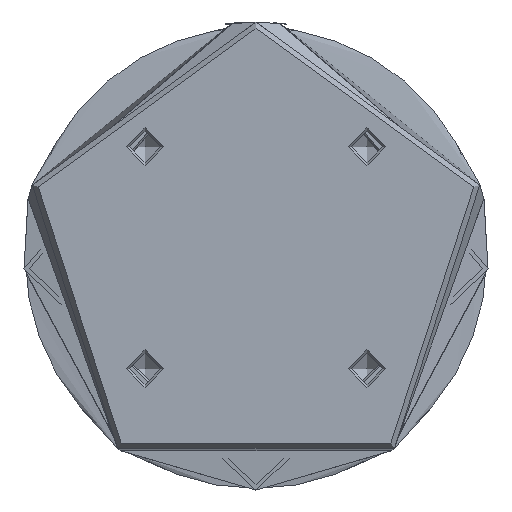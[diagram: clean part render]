
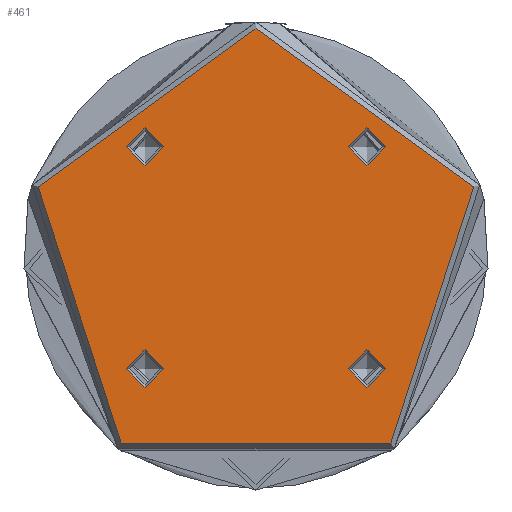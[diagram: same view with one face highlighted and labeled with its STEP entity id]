
A CAD part, front view. The second image highlights one B-rep face of the part: STEP entity #461.
In plain terms, the highlighted face is planar.
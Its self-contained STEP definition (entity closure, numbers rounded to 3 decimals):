
#60 = CIRCLE ( 'NONE', #2688, 6. ) ;
#96 = DIRECTION ( 'NONE',  ( -1., 0., 0. ) ) ;
#160 = CARTESIAN_POINT ( 'NONE',  ( -41.355, 35.355, 0. ) ) ;
#284 = CIRCLE ( 'NONE', #1845, 6. ) ;
#336 = EDGE_CURVE ( 'NONE', #4890, #4890, #60, .T. ) ;
#338 = ORIENTED_EDGE ( 'NONE', *, *, #336, .T. ) ;
#355 = ORIENTED_EDGE ( 'NONE', *, *, #5272, .F. ) ;
#461 = ADVANCED_FACE ( 'NONE', ( #3769, #6568, #2517, #2344, #960 ), #700, .F. ) ;
#700 = PLANE ( 'NONE',  #5184 ) ;
#731 = CARTESIAN_POINT ( 'NONE',  ( 41.355, 35.355, 0. ) ) ;
#960 = FACE_OUTER_BOUND ( 'NONE', #2461, .T. ) ;
#1078 = CIRCLE ( 'NONE', #4280, 6. ) ;
#1204 = CARTESIAN_POINT ( 'NONE',  ( -35.355, 35.355, 0. ) ) ;
#1227 = DIRECTION ( 'NONE',  ( 0., 0., -1. ) ) ;
#1238 = CARTESIAN_POINT ( 'NONE',  ( 73., 0., 0. ) ) ;
#1253 = VERTEX_POINT ( 'NONE', #731 ) ;
#1595 = ORIENTED_EDGE ( 'NONE', *, *, #3749, .T. ) ;
#1621 = DIRECTION ( 'NONE',  ( 0., 0., -1. ) ) ;
#1733 = DIRECTION ( 'NONE',  ( -1., 0., 0. ) ) ;
#1845 = AXIS2_PLACEMENT_3D ( 'NONE', #6410, #3250, #96 ) ;
#1874 = CARTESIAN_POINT ( 'NONE',  ( 0., 0., 0. ) ) ;
#2156 = CIRCLE ( 'NONE', #3010, 73. ) ;
#2302 = CARTESIAN_POINT ( 'NONE',  ( -41.355, -35.355, 0. ) ) ;
#2344 = FACE_BOUND ( 'NONE', #5577, .T. ) ;
#2396 = DIRECTION ( 'NONE',  ( 1., 0., 0. ) ) ;
#2461 = EDGE_LOOP ( 'NONE', ( #5706 ) ) ;
#2517 = FACE_BOUND ( 'NONE', #4497, .T. ) ;
#2688 = AXIS2_PLACEMENT_3D ( 'NONE', #1204, #4893, #1733 ) ;
#2760 = CARTESIAN_POINT ( 'NONE',  ( 35.355, 35.355, 0. ) ) ;
#2962 = VERTEX_POINT ( 'NONE', #1238 ) ;
#2974 = EDGE_CURVE ( 'NONE', #2962, #2962, #2156, .T. ) ;
#3010 = AXIS2_PLACEMENT_3D ( 'NONE', #1874, #5581, #2396 ) ;
#3093 = CIRCLE ( 'NONE', #4987, 6. ) ;
#3250 = DIRECTION ( 'NONE',  ( 0., 0., 1. ) ) ;
#3292 = DIRECTION ( 'NONE',  ( 1., 0., 0. ) ) ;
#3749 = EDGE_CURVE ( 'NONE', #5621, #5621, #1078, .T. ) ;
#3769 = FACE_BOUND ( 'NONE', #5124, .T. ) ;
#3899 = ORIENTED_EDGE ( 'NONE', *, *, #5644, .F. ) ;
#3955 = EDGE_LOOP ( 'NONE', ( #338 ) ) ;
#4280 = AXIS2_PLACEMENT_3D ( 'NONE', #4792, #1621, #5340 ) ;
#4497 = EDGE_LOOP ( 'NONE', ( #1595 ) ) ;
#4792 = CARTESIAN_POINT ( 'NONE',  ( 35.355, -35.355, 0. ) ) ;
#4890 = VERTEX_POINT ( 'NONE', #160 ) ;
#4893 = DIRECTION ( 'NONE',  ( 0., 0., -1. ) ) ;
#4912 = DIRECTION ( 'NONE',  ( -1., 0., 0. ) ) ;
#4987 = AXIS2_PLACEMENT_3D ( 'NONE', #2760, #6454, #3292 ) ;
#5124 = EDGE_LOOP ( 'NONE', ( #3899 ) ) ;
#5184 = AXIS2_PLACEMENT_3D ( 'NONE', #6477, #1227, #4912 ) ;
#5272 = EDGE_CURVE ( 'NONE', #1253, #1253, #3093, .T. ) ;
#5340 = DIRECTION ( 'NONE',  ( 1., 0., 0. ) ) ;
#5474 = CARTESIAN_POINT ( 'NONE',  ( 41.355, -35.355, 0. ) ) ;
#5577 = EDGE_LOOP ( 'NONE', ( #355 ) ) ;
#5581 = DIRECTION ( 'NONE',  ( 0., 0., 1. ) ) ;
#5621 = VERTEX_POINT ( 'NONE', #5474 ) ;
#5644 = EDGE_CURVE ( 'NONE', #6527, #6527, #284, .T. ) ;
#5706 = ORIENTED_EDGE ( 'NONE', *, *, #2974, .T. ) ;
#6410 = CARTESIAN_POINT ( 'NONE',  ( -35.355, -35.355, 0. ) ) ;
#6454 = DIRECTION ( 'NONE',  ( 0., 0., 1. ) ) ;
#6477 = CARTESIAN_POINT ( 'NONE',  ( 0., 0., 0. ) ) ;
#6527 = VERTEX_POINT ( 'NONE', #2302 ) ;
#6568 = FACE_BOUND ( 'NONE', #3955, .T. ) ;
